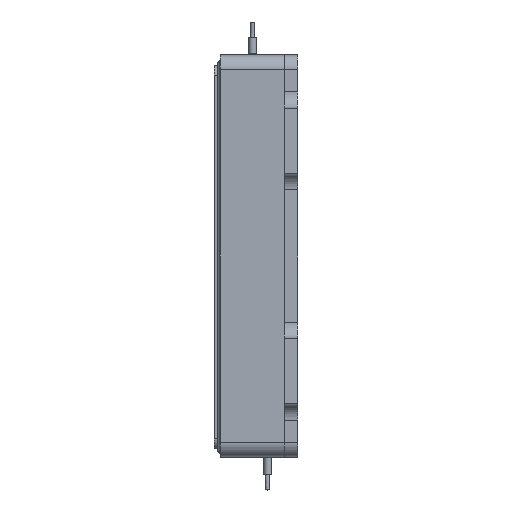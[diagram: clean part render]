
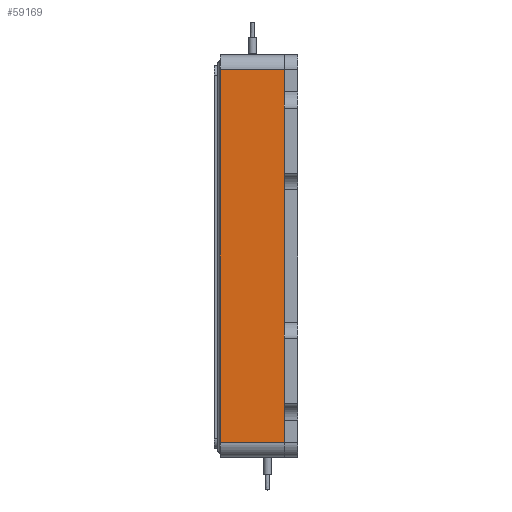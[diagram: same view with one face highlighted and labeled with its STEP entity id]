
A CAD part, left-side view. The second image highlights one B-rep face of the part: STEP entity #59169.
In plain terms, the highlighted planar face has unit normal (-1, 0, 0).
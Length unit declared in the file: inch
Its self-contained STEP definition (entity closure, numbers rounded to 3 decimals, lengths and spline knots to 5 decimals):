
#222 = EDGE_CURVE ( 'NONE', #108277, #51604, #100078, .T. ) ;
#266 = VERTEX_POINT ( 'NONE', #6133 ) ;
#4780 = ORIENTED_EDGE ( 'NONE', *, *, #96457, .F. ) ;
#6133 = CARTESIAN_POINT ( 'NONE',  ( -1.54, 0.49, -1.425 ) ) ;
#6234 = ORIENTED_EDGE ( 'NONE', *, *, #105342, .T. ) ;
#6629 = VECTOR ( 'NONE', #21181, 39.37008 ) ;
#7933 = LINE ( 'NONE', #56440, #6629 ) ;
#12225 = ORIENTED_EDGE ( 'NONE', *, *, #222, .F. ) ;
#19534 = PLANE ( 'NONE',  #47527 ) ;
#19853 = VECTOR ( 'NONE', #85946, 39.37008 ) ;
#19923 = CARTESIAN_POINT ( 'NONE',  ( -1.54, 0.49, -1.425 ) ) ;
#21181 = DIRECTION ( 'NONE',  ( 0., 0., 1. ) ) ;
#26471 = CARTESIAN_POINT ( 'NONE',  ( -1.54, 0., -1.425 ) ) ;
#40150 = CARTESIAN_POINT ( 'NONE',  ( -1.54, 0., -1.425 ) ) ;
#42084 = EDGE_LOOP ( 'NONE', ( #69395, #12225, #4780, #6234 ) ) ;
#47527 = AXIS2_PLACEMENT_3D ( 'NONE', #19923, #107301, #106161 ) ;
#51604 = VERTEX_POINT ( 'NONE', #92037 ) ;
#53711 = VECTOR ( 'NONE', #56472, 39.37008 ) ;
#55670 = VERTEX_POINT ( 'NONE', #26471 ) ;
#56440 = CARTESIAN_POINT ( 'NONE',  ( -1.54, 0.49, -1.425 ) ) ;
#56472 = DIRECTION ( 'NONE',  ( 0., 0., 1. ) ) ;
#59169 = ADVANCED_FACE ( 'NONE', ( #96525 ), #19534, .F. ) ;
#69395 = ORIENTED_EDGE ( 'NONE', *, *, #84441, .T. ) ;
#74240 = CARTESIAN_POINT ( 'NONE',  ( -1.54, 0.49, -1.425 ) ) ;
#82309 = LINE ( 'NONE', #40150, #53711 ) ;
#84441 = EDGE_CURVE ( 'NONE', #55670, #51604, #82309, .T. ) ;
#85222 = CARTESIAN_POINT ( 'NONE',  ( -1.54, 0.49, 1.425 ) ) ;
#85946 = DIRECTION ( 'NONE',  ( 0., -1., 0. ) ) ;
#92037 = CARTESIAN_POINT ( 'NONE',  ( -1.54, 0., 1.425 ) ) ;
#96457 = EDGE_CURVE ( 'NONE', #266, #108277, #7933, .T. ) ;
#96525 = FACE_OUTER_BOUND ( 'NONE', #42084, .T. ) ;
#100078 = LINE ( 'NONE', #101894, #19853 ) ;
#101894 = CARTESIAN_POINT ( 'NONE',  ( -1.54, 0.49, 1.425 ) ) ;
#104589 = VECTOR ( 'NONE', #108862, 39.37008 ) ;
#105342 = EDGE_CURVE ( 'NONE', #266, #55670, #111397, .T. ) ;
#106161 = DIRECTION ( 'NONE',  ( 0., 0., -1. ) ) ;
#107301 = DIRECTION ( 'NONE',  ( 1., 0., 0. ) ) ;
#108277 = VERTEX_POINT ( 'NONE', #85222 ) ;
#108862 = DIRECTION ( 'NONE',  ( 0., -1., 0. ) ) ;
#111397 = LINE ( 'NONE', #74240, #104589 ) ;
